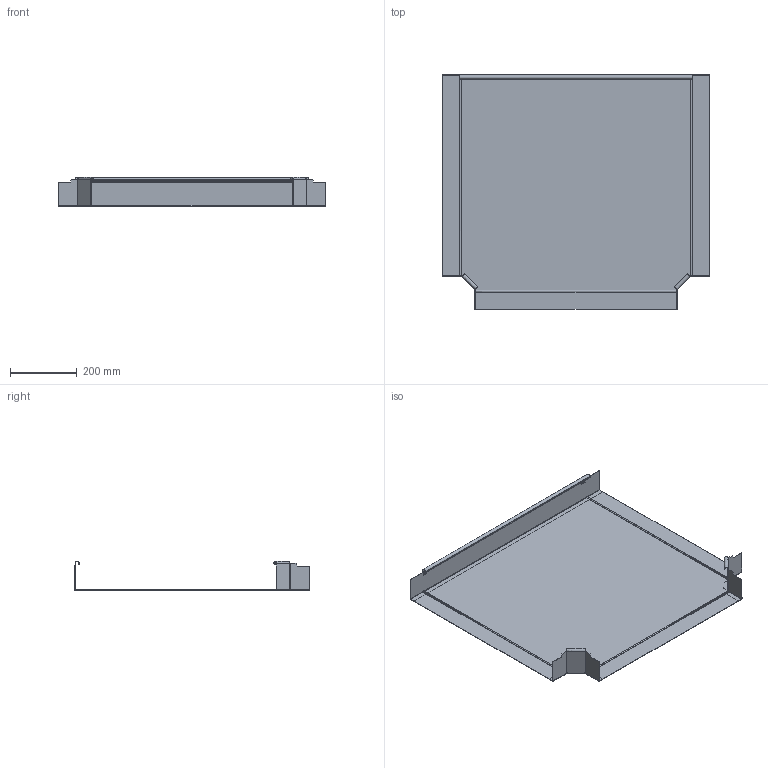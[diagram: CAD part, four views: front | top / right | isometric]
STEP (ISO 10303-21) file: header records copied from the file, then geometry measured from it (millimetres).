
FILE_DESCRIPTION(/* description */ (''),/* implementation_level */ '2;1');
FILE_NAME(/* name */ '6041690',/* time_stamp */ '2014-08-22T11:34:27+02:00',/* author */ (''),/* organization */ (''),/* preprocessor_version */ 'ST-DEVELOPER v15',/* originating_system */ '',/* authorisation */ '');
FILE_SCHEMA (('AUTOMOTIVE_DESIGN'));
Length unit declared in the file: millimetre
Products named in the file (2): Document; Block 02
Assembly tree (1 placements, depth 2):
  Document
    Block 02
Bounding box: 799.2 x 701.35 x 88 mm (x, y, z)
Surface area: 1338465.8 mm2 (no closed solid volume)
Topology: 0 solids, 6 shells, 476 faces, 1340 edges, 845 vertices
Faces by surface type: plane 286, bspline 190
Entity records: 19957 total; most frequent: CARTESIAN_POINT 11774, ORIENTED_EDGE 2493, EDGE_CURVE 1337, B_SPLINE_CURVE_WITH_KNOTS 1034, VERTEX_POINT 845, EDGE_LOOP 496, ADVANCED_FACE 476, FACE_OUTER_BOUND 476
